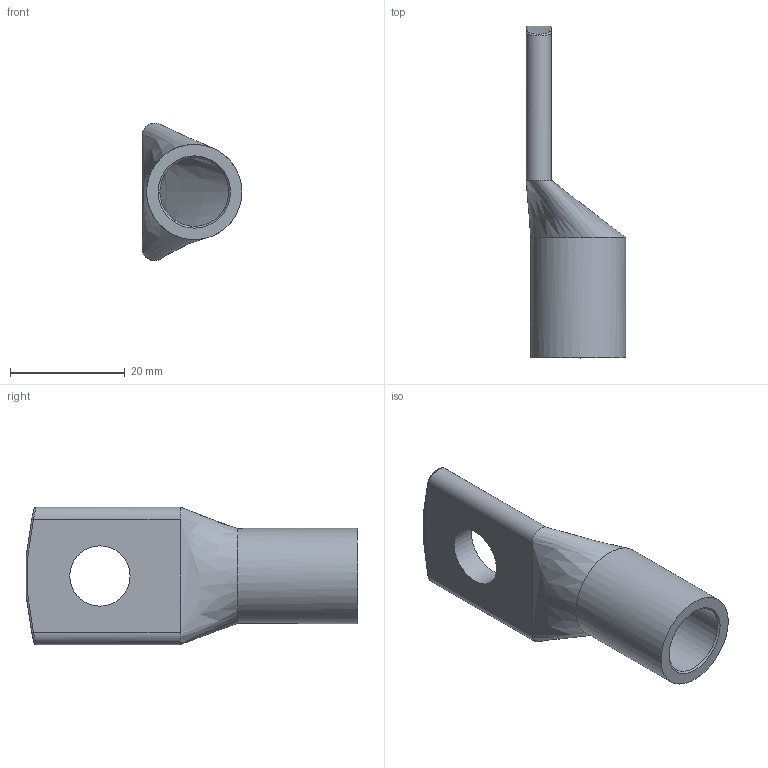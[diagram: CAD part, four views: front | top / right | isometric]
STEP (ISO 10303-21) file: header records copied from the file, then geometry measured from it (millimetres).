
FILE_DESCRIPTION(/* description */ ('Unknown'),/* implementation_level */ '2;1');
FILE_NAME(/* name */ '5581070',/* time_stamp */ '2020-03-11T11:10:40+01:00',/* author */ ('Unknown'),/* organization */ ('Unknown'),/* preprocessor_version */ 'ST-DEVELOPER v16.7',/* originating_system */ 'DEX',/* authorisation */ $);
FILE_SCHEMA (('AUTOMOTIVE_DESIGN {1 0 10303 214 3 1 1}'));
Length unit declared in the file: millimetre
Products named in the file (1): 5581070
Bounding box: 17.4 x 57.88 x 24 mm (x, y, z)
Volume: 5508.1 mm3; surface area: 4497.1 mm2
Topology: 1 solids, 1 shells, 17 faces, 51 edges, 37 vertices
Faces by surface type: cylinder 6, plane 4, bspline 4, torus 2, cone 1
Full cylindrical faces by diameter (mm): 10.5 x1, 12 x1, 16.6 x1
Entity records: 1065 total; most frequent: CARTESIAN_POINT 625, ORIENTED_EDGE 84, DIRECTION 78, EDGE_CURVE 42, AXIS2_PLACEMENT_3D 36, VERTEX_POINT 34, EDGE_LOOP 26, FACE_BOUND 26
